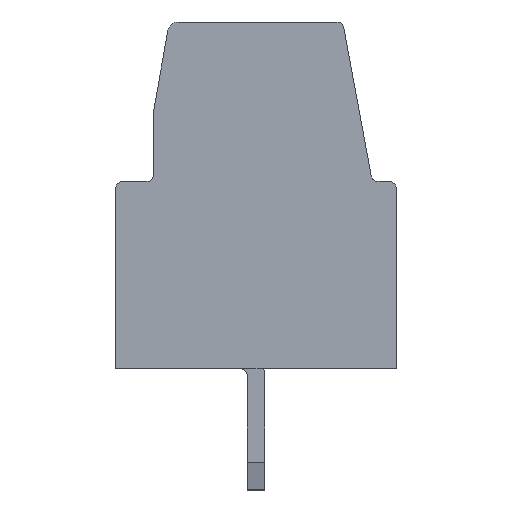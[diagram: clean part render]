
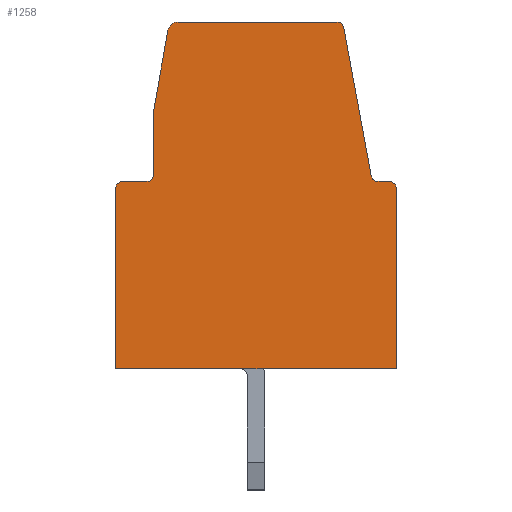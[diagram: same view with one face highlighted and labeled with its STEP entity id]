
A CAD part, left-side view. The second image highlights one B-rep face of the part: STEP entity #1258.
In plain terms, the highlighted planar face has unit normal (-1, 0, 0).
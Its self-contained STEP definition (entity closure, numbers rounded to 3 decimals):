
#1258=ADVANCED_FACE('',(#3509),#3510,.T.);
#3509=FACE_OUTER_BOUND('',#6784,.T.);
#3510=PLANE('',#6785);
#6784=EDGE_LOOP('',(#10503,#10504,#10505,#10506,#10507,#10508,#10509,#10510,#10511,#10512,#10513,#10514,#10515,#10516,#10517));
#6785=AXIS2_PLACEMENT_3D('',#10518,#10519,#10520);
#10503=ORIENTED_EDGE('',*,*,#20188,.F.);
#10504=ORIENTED_EDGE('',*,*,#20192,.F.);
#10505=ORIENTED_EDGE('',*,*,#20239,.F.);
#10506=ORIENTED_EDGE('',*,*,#20197,.F.);
#10507=ORIENTED_EDGE('',*,*,#20201,.F.);
#10508=ORIENTED_EDGE('',*,*,#20205,.F.);
#10509=ORIENTED_EDGE('',*,*,#20209,.T.);
#10510=ORIENTED_EDGE('',*,*,#20217,.F.);
#10511=ORIENTED_EDGE('',*,*,#20481,.F.);
#10512=ORIENTED_EDGE('',*,*,#20246,.F.);
#10513=ORIENTED_EDGE('',*,*,#20157,.F.);
#10514=ORIENTED_EDGE('',*,*,#20232,.F.);
#10515=ORIENTED_EDGE('',*,*,#20176,.F.);
#10516=ORIENTED_EDGE('',*,*,#20180,.F.);
#10517=ORIENTED_EDGE('',*,*,#20184,.T.);
#10518=CARTESIAN_POINT('',(0.0,16.414,-18.438));
#10519=DIRECTION('',(-1.0,0.0,0.0));
#10520=DIRECTION('',(0.0,-1.0,0.0));
#20157=EDGE_CURVE('',#24271,#24273,#24274,.T.);
#20176=EDGE_CURVE('',#24308,#24303,#24310,.T.);
#20180=EDGE_CURVE('',#24314,#24308,#24316,.T.);
#20184=EDGE_CURVE('',#24314,#24320,#24322,.T.);
#20188=EDGE_CURVE('',#24326,#24320,#24328,.T.);
#20192=EDGE_CURVE('',#24332,#24326,#24334,.T.);
#20197=EDGE_CURVE('',#24341,#24336,#24343,.T.);
#20201=EDGE_CURVE('',#24347,#24341,#24349,.T.);
#20205=EDGE_CURVE('',#24353,#24347,#24355,.T.);
#20209=EDGE_CURVE('',#24353,#24359,#24361,.T.);
#20217=EDGE_CURVE('',#24373,#24359,#24375,.T.);
#20232=EDGE_CURVE('',#24303,#24271,#24399,.T.);
#20239=EDGE_CURVE('',#24336,#24332,#24410,.T.);
#20246=EDGE_CURVE('',#24273,#24419,#24420,.T.);
#20481=EDGE_CURVE('',#24419,#24373,#24770,.T.);
#24271=VERTEX_POINT('',#30321);
#24273=VERTEX_POINT('',#30324);
#24274=LINE('',#30325,#30326);
#24303=VERTEX_POINT('',#30369);
#24308=VERTEX_POINT('',#30375);
#24310=CIRCLE('',#30378,0.2);
#24314=VERTEX_POINT('',#30383);
#24316=LINE('',#30386,#30387);
#24320=VERTEX_POINT('',#30391);
#24322=CIRCLE('',#30394,0.2);
#24326=VERTEX_POINT('',#30399);
#24328=LINE('',#30402,#30403);
#24332=VERTEX_POINT('',#30407);
#24334=CIRCLE('',#30410,0.2);
#24336=VERTEX_POINT('',#30412);
#24341=VERTEX_POINT('',#30418);
#24343=CIRCLE('',#30421,0.3);
#24347=VERTEX_POINT('',#30426);
#24349=LINE('',#30429,#30430);
#24353=VERTEX_POINT('',#30435);
#24355=LINE('',#30438,#30439);
#24359=VERTEX_POINT('',#30443);
#24361=CIRCLE('',#30446,0.2);
#24373=VERTEX_POINT('',#30463);
#24375=LINE('',#30466,#30467);
#24399=LINE('',#30498,#30499);
#24410=LINE('',#30515,#30516);
#24419=VERTEX_POINT('',#30529);
#24420=LINE('',#30530,#30531);
#24770=CIRCLE('',#31028,0.2);
#30321=CARTESIAN_POINT('',(0.0,0.0,0.0));
#30324=CARTESIAN_POINT('',(0.0,8.1,0.0));
#30325=CARTESIAN_POINT('',(0.0,16.414,0.0));
#30326=VECTOR('',#38833,1000.0);
#30369=CARTESIAN_POINT('',(0.0,0.0,5.2));
#30375=CARTESIAN_POINT('',(0.0,0.2,5.4));
#30378=AXIS2_PLACEMENT_3D('',#38853,#38854,#38855);
#30383=CARTESIAN_POINT('',(0.0,0.531,5.4));
#30386=CARTESIAN_POINT('',(0.0,16.414,5.4));
#30387=VECTOR('',#38858,1000.0);
#30391=CARTESIAN_POINT('',(0.0,0.728,5.564));
#30394=AXIS2_PLACEMENT_3D('',#38863,#38864,#38865);
#30399=CARTESIAN_POINT('',(0.0,1.52,9.836));
#30402=CARTESIAN_POINT('',(0.0,-3.721,-18.438));
#30403=VECTOR('',#38868,1000.0);
#30407=CARTESIAN_POINT('',(0.0,1.716,10.0));
#30410=AXIS2_PLACEMENT_3D('',#38873,#38874,#38875);
#30412=CARTESIAN_POINT('',(0.0,6.298,10.0));
#30418=CARTESIAN_POINT('',(0.0,6.594,9.752));
#30421=AXIS2_PLACEMENT_3D('',#38881,#38882,#38883);
#30426=CARTESIAN_POINT('',(0.0,7.0,7.448));
#30429=CARTESIAN_POINT('',(0.0,11.564,-18.438));
#30430=VECTOR('',#38886,1000.0);
#30435=CARTESIAN_POINT('',(0.0,7.0,5.6));
#30438=CARTESIAN_POINT('',(0.0,7.0,-18.438));
#30439=VECTOR('',#38889,1000.0);
#30443=CARTESIAN_POINT('',(0.0,7.2,5.4));
#30446=AXIS2_PLACEMENT_3D('',#38894,#38895,#38896);
#30463=CARTESIAN_POINT('',(0.0,7.9,5.4));
#30466=CARTESIAN_POINT('',(0.0,16.414,5.4));
#30467=VECTOR('',#38903,1000.0);
#30498=CARTESIAN_POINT('',(0.0,0.0,-18.438));
#30499=VECTOR('',#38923,1000.0);
#30515=CARTESIAN_POINT('',(0.0,16.414,10.0));
#30516=VECTOR('',#38929,1000.0);
#30529=CARTESIAN_POINT('',(0.0,8.1,5.2));
#30530=CARTESIAN_POINT('',(0.0,8.1,-18.438));
#30531=VECTOR('',#38937,1000.0);
#31028=AXIS2_PLACEMENT_3D('',#39172,#39173,#39174);
#38833=DIRECTION('',(0.0,1.0,0.0));
#38853=CARTESIAN_POINT('',(0.0,0.2,5.2));
#38854=DIRECTION('',(1.0,0.0,0.0));
#38855=DIRECTION('',(0.0,1.0,0.0));
#38858=DIRECTION('',(0.0,-1.0,0.0));
#38863=CARTESIAN_POINT('',(0.0,0.531,5.6));
#38864=DIRECTION('',(1.0,0.0,0.0));
#38865=DIRECTION('',(0.0,1.0,0.0));
#38868=DIRECTION('',(0.0,-0.182,-0.983));
#38873=CARTESIAN_POINT('',(0.0,1.716,9.8));
#38874=DIRECTION('',(1.0,0.0,0.0));
#38875=DIRECTION('',(0.0,1.0,0.0));
#38881=CARTESIAN_POINT('',(0.0,6.298,9.7));
#38882=DIRECTION('',(1.0,0.0,0.0));
#38883=DIRECTION('',(0.0,1.0,0.0));
#38886=DIRECTION('',(0.0,-0.174,0.985));
#38889=DIRECTION('',(0.0,0.0,1.0));
#38894=CARTESIAN_POINT('',(0.0,7.2,5.6));
#38895=DIRECTION('',(1.0,0.0,0.0));
#38896=DIRECTION('',(0.0,1.0,0.0));
#38903=DIRECTION('',(0.0,-1.0,0.0));
#38923=DIRECTION('',(0.0,0.0,-1.0));
#38929=DIRECTION('',(0.0,-1.0,0.0));
#38937=DIRECTION('',(0.0,0.0,1.0));
#39172=CARTESIAN_POINT('',(0.0,7.9,5.2));
#39173=DIRECTION('',(1.0,0.0,0.0));
#39174=DIRECTION('',(0.0,1.0,0.0));
